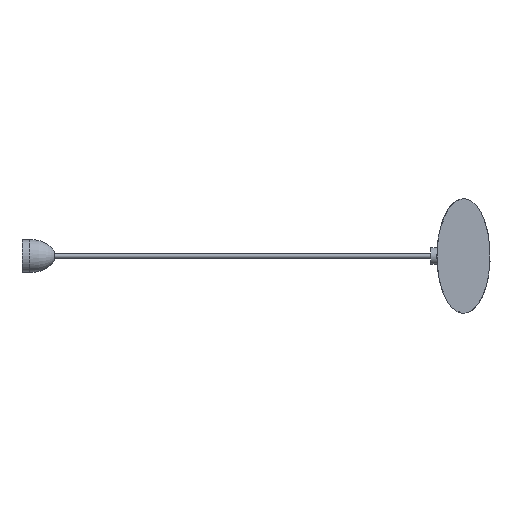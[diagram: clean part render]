
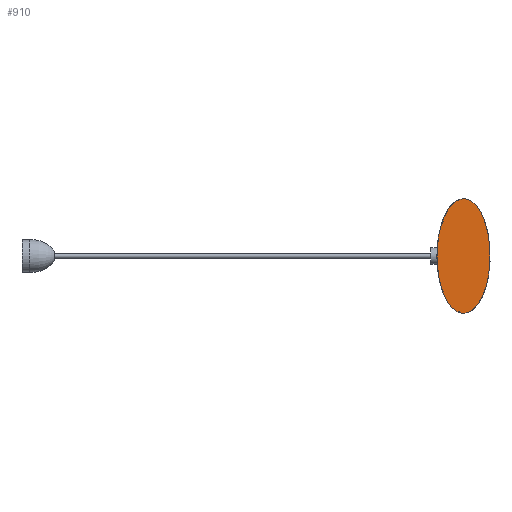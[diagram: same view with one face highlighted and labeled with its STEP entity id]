
A CAD part, left-side view. The second image highlights one B-rep face of the part: STEP entity #910.
In plain terms, the highlighted planar face has unit normal (-1, 0, 0).
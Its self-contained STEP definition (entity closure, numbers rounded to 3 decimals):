
#910 = ADVANCED_FACE ( 'NONE', ( #4341 ), #4757, .F. ) ;
#1360 = CARTESIAN_POINT ( 'NONE',  ( -86., 65., -70. ) ) ;
#2169 = CARTESIAN_POINT ( 'NONE',  ( -86., 0., -70. ) ) ;
#3130 = ORIENTED_EDGE ( 'NONE', *, *, #5537, .F. ) ;
#3256 = DIRECTION ( 'NONE',  ( 1., 0., 0. ) ) ;
#3698 = CARTESIAN_POINT ( 'NONE',  ( -86., 0., 70. ) ) ;
#3887 = AXIS2_PLACEMENT_3D ( 'NONE', #7916, #3256, #8675 ) ;
#4341 = FACE_OUTER_BOUND ( 'NONE', #5448, .T. ) ;
#4497 = CARTESIAN_POINT ( 'NONE',  ( -86., -65., -70. ) ) ;
#4757 = PLANE ( 'NONE',  #3887 ) ;
#4772 =( BOUNDED_CURVE ( )  B_SPLINE_CURVE ( 3, ( #2169, #1360, #8359, #3698 ),
 .UNSPECIFIED., .F., .F. ) 
 B_SPLINE_CURVE_WITH_KNOTS ( ( 4, 4 ),
 ( 3.142, 6.283 ),
 .UNSPECIFIED. ) 
 CURVE ( )  GEOMETRIC_REPRESENTATION_ITEM ( )  RATIONAL_B_SPLINE_CURVE ( ( 1., 0.333, 0.333, 1. ) ) 
 REPRESENTATION_ITEM ( '' )  );
#5262 = CARTESIAN_POINT ( 'NONE',  ( -86., 0., 70. ) ) ;
#5286 =( BOUNDED_CURVE ( )  B_SPLINE_CURVE ( 3, ( #5262, #9969, #4497, #6057 ),
 .UNSPECIFIED., .F., .F. ) 
 B_SPLINE_CURVE_WITH_KNOTS ( ( 4, 4 ),
 ( 0., 3.142 ),
 .UNSPECIFIED. ) 
 CURVE ( )  GEOMETRIC_REPRESENTATION_ITEM ( )  RATIONAL_B_SPLINE_CURVE ( ( 1., 0.333, 0.333, 1. ) ) 
 REPRESENTATION_ITEM ( '' )  );
#5448 = EDGE_LOOP ( 'NONE', ( #3130, #9707 ) ) ;
#5537 = EDGE_CURVE ( 'NONE', #8394, #6934, #5286, .T. ) ;
#6057 = CARTESIAN_POINT ( 'NONE',  ( -86., 0., -70. ) ) ;
#6180 = CARTESIAN_POINT ( 'NONE',  ( -86., 0., -70. ) ) ;
#6934 = VERTEX_POINT ( 'NONE', #6180 ) ;
#7916 = CARTESIAN_POINT ( 'NONE',  ( -86., 0., 0. ) ) ;
#8359 = CARTESIAN_POINT ( 'NONE',  ( -86., 65., 70. ) ) ;
#8394 = VERTEX_POINT ( 'NONE', #9846 ) ;
#8675 = DIRECTION ( 'NONE',  ( 0., 0., -1. ) ) ;
#9657 = EDGE_CURVE ( 'NONE', #6934, #8394, #4772, .T. ) ;
#9707 = ORIENTED_EDGE ( 'NONE', *, *, #9657, .F. ) ;
#9846 = CARTESIAN_POINT ( 'NONE',  ( -86., 0., 70. ) ) ;
#9969 = CARTESIAN_POINT ( 'NONE',  ( -86., -65., 70. ) ) ;
